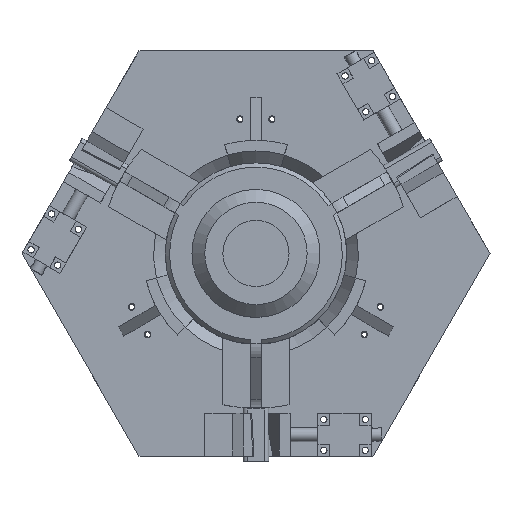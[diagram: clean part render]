
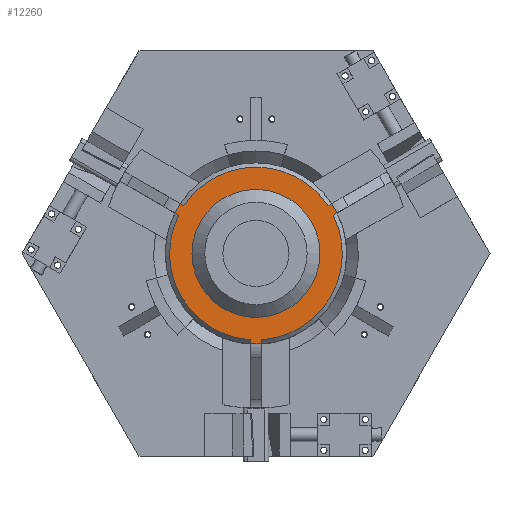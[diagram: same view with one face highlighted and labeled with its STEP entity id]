
A CAD part, top view. The second image highlights one B-rep face of the part: STEP entity #12260.
In plain terms, the highlighted planar face has unit normal (0, 0, 1).
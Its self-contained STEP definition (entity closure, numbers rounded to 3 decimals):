
#362=FACE_BOUND('',#2850,.T.);
#554=CIRCLE('',#13137,30.);
#576=CIRCLE('',#13173,40.5);
#577=CIRCLE('',#13174,40.5);
#578=CIRCLE('',#13175,40.5);
#2131=FACE_OUTER_BOUND('',#2849,.T.);
#2849=EDGE_LOOP('',(#11137,#11138,#11139,#11140,#11141,#11142,#11143,#11144,
#11145,#11146,#11147,#11148));
#2850=EDGE_LOOP('',(#11149));
#3719=LINE('',#39982,#4622);
#3721=LINE('',#39990,#4624);
#3729=LINE('',#40085,#4632);
#3731=LINE('',#40093,#4634);
#3733=LINE('',#40102,#4636);
#3734=LINE('',#40105,#4637);
#3738=LINE('',#40138,#4641);
#3739=LINE('',#40141,#4642);
#3740=LINE('',#40144,#4643);
#4622=VECTOR('',#15617,10.);
#4624=VECTOR('',#15621,10.);
#4632=VECTOR('',#15655,10.);
#4634=VECTOR('',#15659,10.);
#4636=VECTOR('',#15667,10.);
#4637=VECTOR('',#15670,10.);
#4641=VECTOR('',#15678,10.);
#4642=VECTOR('',#15681,10.);
#4643=VECTOR('',#15684,10.);
#5807=VERTEX_POINT('',#39882);
#5823=VERTEX_POINT('',#39978);
#5824=VERTEX_POINT('',#39980);
#5826=VERTEX_POINT('',#39986);
#5841=VERTEX_POINT('',#40081);
#5842=VERTEX_POINT('',#40083);
#5844=VERTEX_POINT('',#40089);
#5845=VERTEX_POINT('',#40095);
#5848=VERTEX_POINT('',#40100);
#5849=VERTEX_POINT('',#40104);
#5854=VERTEX_POINT('',#40137);
#5855=VERTEX_POINT('',#40139);
#5856=VERTEX_POINT('',#40142);
#7579=EDGE_CURVE('',#5807,#5807,#554,.T.);
#7600=EDGE_CURVE('',#5824,#5823,#3719,.T.);
#7603=EDGE_CURVE('',#5824,#5826,#3721,.T.);
#7623=EDGE_CURVE('',#5842,#5841,#3729,.T.);
#7626=EDGE_CURVE('',#5842,#5844,#3731,.T.);
#7630=EDGE_CURVE('',#5848,#5845,#3733,.T.);
#7631=EDGE_CURVE('',#5849,#5845,#3734,.T.);
#7637=EDGE_CURVE('',#5849,#5826,#576,.T.);
#7638=EDGE_CURVE('',#5848,#5854,#3738,.T.);
#7639=EDGE_CURVE('',#5855,#5854,#577,.T.);
#7640=EDGE_CURVE('',#5855,#5841,#3739,.T.);
#7641=EDGE_CURVE('',#5856,#5844,#578,.T.);
#7642=EDGE_CURVE('',#5856,#5823,#3740,.T.);
#11137=ORIENTED_EDGE('',*,*,#7600,.F.);
#11138=ORIENTED_EDGE('',*,*,#7603,.T.);
#11139=ORIENTED_EDGE('',*,*,#7637,.F.);
#11140=ORIENTED_EDGE('',*,*,#7631,.T.);
#11141=ORIENTED_EDGE('',*,*,#7630,.F.);
#11142=ORIENTED_EDGE('',*,*,#7638,.T.);
#11143=ORIENTED_EDGE('',*,*,#7639,.F.);
#11144=ORIENTED_EDGE('',*,*,#7640,.T.);
#11145=ORIENTED_EDGE('',*,*,#7623,.F.);
#11146=ORIENTED_EDGE('',*,*,#7626,.T.);
#11147=ORIENTED_EDGE('',*,*,#7641,.F.);
#11148=ORIENTED_EDGE('',*,*,#7642,.T.);
#11149=ORIENTED_EDGE('',*,*,#7579,.T.);
#11641=PLANE('',#13172);
#12260=ADVANCED_FACE('',(#2131,#362),#11641,.T.);
#13137=AXIS2_PLACEMENT_3D('',#39884,#15578,#15579);
#13172=AXIS2_PLACEMENT_3D('',#40135,#15674,#15675);
#13173=AXIS2_PLACEMENT_3D('',#40136,#15676,#15677);
#13174=AXIS2_PLACEMENT_3D('',#40140,#15679,#15680);
#13175=AXIS2_PLACEMENT_3D('',#40143,#15682,#15683);
#15578=DIRECTION('center_axis',(0.,0.,-1.));
#15579=DIRECTION('ref_axis',(-1.,0.,0.));
#15617=DIRECTION('',(1.,0.,0.));
#15621=DIRECTION('',(0.,-1.,0.));
#15655=DIRECTION('',(-0.5,-0.866,0.));
#15659=DIRECTION('',(-0.866,0.5,0.));
#15667=DIRECTION('',(-0.5,0.866,0.));
#15670=DIRECTION('',(-0.866,-0.5,0.));
#15674=DIRECTION('center_axis',(0.,0.,1.));
#15675=DIRECTION('ref_axis',(1.,0.,0.));
#15676=DIRECTION('center_axis',(0.,0.,-1.));
#15677=DIRECTION('ref_axis',(-1.,0.,0.));
#15678=DIRECTION('',(0.866,0.5,0.));
#15679=DIRECTION('center_axis',(0.,0.,-1.));
#15680=DIRECTION('ref_axis',(1.,0.,0.));
#15681=DIRECTION('',(0.866,-0.5,0.));
#15682=DIRECTION('center_axis',(0.,0.,-1.));
#15683=DIRECTION('ref_axis',(1.,0.,0.));
#15684=DIRECTION('',(0.,1.,0.));
#39882=CARTESIAN_POINT('',(30.,0.,40.));
#39884=CARTESIAN_POINT('Origin',(0.,0.,
40.));
#39978=CARTESIAN_POINT('',(2.5,42.316,40.));
#39980=CARTESIAN_POINT('',(-2.5,42.316,40.));
#39982=CARTESIAN_POINT('',(0.625,42.316,40.));
#39986=CARTESIAN_POINT('',(-2.5,40.423,40.));
#39990=CARTESIAN_POINT('',(-2.5,40.824,40.));
#40081=CARTESIAN_POINT('',(35.397,-23.323,40.));
#40083=CARTESIAN_POINT('',(37.897,-18.993,40.));
#40085=CARTESIAN_POINT('',(36.334,-21.699,40.));
#40089=CARTESIAN_POINT('',(36.257,-18.046,40.));
#40093=CARTESIAN_POINT('',(36.604,-18.247,40.));
#40095=CARTESIAN_POINT('',(-37.897,-18.993,40.));
#40100=CARTESIAN_POINT('',(-35.397,-23.323,40.));
#40102=CARTESIAN_POINT('',(-36.959,-20.617,40.));
#40104=CARTESIAN_POINT('',(-36.257,-18.046,40.));
#40105=CARTESIAN_POINT('',(-36.604,-18.247,40.));
#40135=CARTESIAN_POINT('Origin',(0.,0.,40.));
#40136=CARTESIAN_POINT('Origin',(0.,0.,40.));
#40137=CARTESIAN_POINT('',(-33.757,-22.376,40.));
#40138=CARTESIAN_POINT('',(-60.085,-37.577,40.));
#40139=CARTESIAN_POINT('',(33.757,-22.376,40.));
#40140=CARTESIAN_POINT('Origin',(0.,0.,40.));
#40141=CARTESIAN_POINT('',(60.085,-37.577,40.));
#40142=CARTESIAN_POINT('',(2.5,40.423,40.));
#40143=CARTESIAN_POINT('Origin',(0.,0.,40.));
#40144=CARTESIAN_POINT('',(2.5,70.824,40.));
